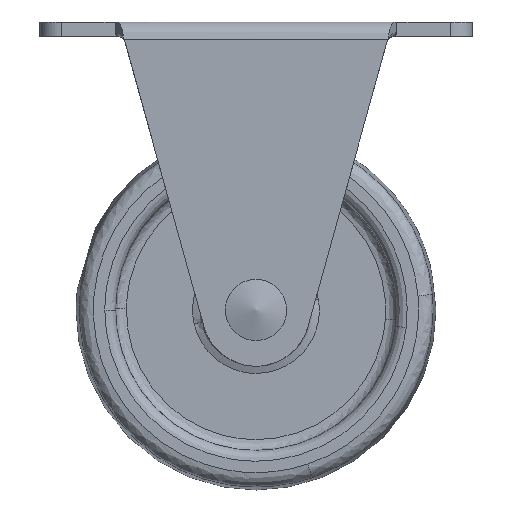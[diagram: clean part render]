
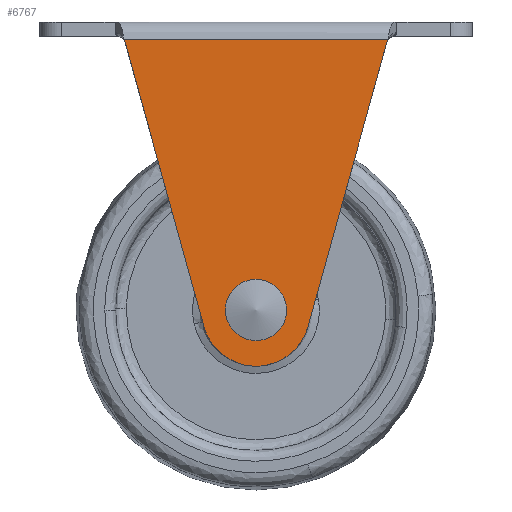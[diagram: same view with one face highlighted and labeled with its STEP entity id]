
A CAD part, front view. The second image highlights one B-rep face of the part: STEP entity #6767.
In plain terms, the highlighted free-form (B-spline) face has degree [1, 1] with [2, 2] control points.
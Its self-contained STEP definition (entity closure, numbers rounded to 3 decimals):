
#3568=CARTESIAN_POINT('',(-2.977,-14.5,-40.372));
#3569=VERTEX_POINT('',#3568);
#3575=CARTESIAN_POINT('',(0.0,-14.5,-43.0));
#3576=VERTEX_POINT('',#3575);
#3577=CARTESIAN_POINT('',(-2.977,-14.5,-40.372));
#3578=CARTESIAN_POINT('',(-2.648,-14.5,-43.));
#3579=CARTESIAN_POINT('',(0.0,-14.5,-43.0));
#3587=(BOUNDED_CURVE()B_SPLINE_CURVE(2,(#3577,#3578,#3579),.UNSPECIFIED.,.F.,.U.)B_SPLINE_CURVE_WITH_KNOTS((3,3),(0.271,0.5),.UNSPECIFIED.)CURVE()GEOMETRIC_REPRESENTATION_ITEM()RATIONAL_B_SPLINE_CURVE((0.954,0.732,1.0))REPRESENTATION_ITEM(''));
#3588=EDGE_CURVE('',#3569,#3576,#3587,.T.);
#3590=CARTESIAN_POINT('',(3.,-14.5,-39.974));
#3591=VERTEX_POINT('',#3590);
#3592=CARTESIAN_POINT('',(0.0,-14.5,-43.0));
#3593=CARTESIAN_POINT('',(3.0,-14.5,-43.));
#3594=CARTESIAN_POINT('',(3.0,-14.5,-40.0));
#3595=CARTESIAN_POINT('',(3.0,-14.5,-39.987));
#3596=CARTESIAN_POINT('',(3.,-14.5,-39.974));
#3604=(BOUNDED_CURVE()B_SPLINE_CURVE(2,(#3592,#3593,#3594,#3595,#3596),.UNSPECIFIED.,.F.,.U.)B_SPLINE_CURVE_WITH_KNOTS((3,2,3),(0.5,0.75,0.752),.UNSPECIFIED.)CURVE()GEOMETRIC_REPRESENTATION_ITEM()RATIONAL_B_SPLINE_CURVE((1.0,0.707,1.0,0.998,0.996))REPRESENTATION_ITEM(''));
#3605=EDGE_CURVE('',#3576,#3591,#3604,.T.);
#3685=CARTESIAN_POINT('',(0.0,-14.5,-37.0));
#3686=VERTEX_POINT('',#3685);
#3687=CARTESIAN_POINT('',(3.,-14.5,-39.974));
#3688=CARTESIAN_POINT('',(2.974,-14.5,-37.));
#3689=CARTESIAN_POINT('',(0.0,-14.5,-37.0));
#3697=(BOUNDED_CURVE()B_SPLINE_CURVE(2,(#3687,#3688,#3689),.UNSPECIFIED.,.F.,.U.)B_SPLINE_CURVE_WITH_KNOTS((3,3),(0.752,1.0),.UNSPECIFIED.)CURVE()GEOMETRIC_REPRESENTATION_ITEM()RATIONAL_B_SPLINE_CURVE((0.996,0.709,1.0))REPRESENTATION_ITEM(''));
#3698=EDGE_CURVE('',#3591,#3686,#3697,.T.);
#3700=CARTESIAN_POINT('',(0.0,-14.5,-37.0));
#3701=CARTESIAN_POINT('',(-3.0,-14.5,-37.0));
#3702=CARTESIAN_POINT('',(-3.0,-14.5,-40.0));
#3703=CARTESIAN_POINT('',(-3.0,-14.5,-40.187));
#3704=CARTESIAN_POINT('',(-2.977,-14.5,-40.372));
#3712=(BOUNDED_CURVE()B_SPLINE_CURVE(2,(#3700,#3701,#3702,#3703,#3704),.UNSPECIFIED.,.F.,.U.)B_SPLINE_CURVE_WITH_KNOTS((3,2,3),(0.0,0.25,0.271),.UNSPECIFIED.)CURVE()GEOMETRIC_REPRESENTATION_ITEM()RATIONAL_B_SPLINE_CURVE((1.0,0.707,1.0,0.975,0.954))REPRESENTATION_ITEM(''));
#3713=EDGE_CURVE('',#3686,#3569,#3712,.T.);
#5785=CARTESIAN_POINT('',(18.3,-14.5,-2.5));
#5786=VERTEX_POINT('',#5785);
#5794=CARTESIAN_POINT('',(18.203,-14.5,-2.733));
#5795=VERTEX_POINT('',#5794);
#5796=CARTESIAN_POINT('',(18.203,-14.5,-2.733));
#5797=CARTESIAN_POINT('',(18.237,-14.5,-2.61));
#5798=CARTESIAN_POINT('',(18.3,-14.5,-2.5));
#5806=(BOUNDED_CURVE()B_SPLINE_CURVE(2,(#5796,#5797,#5798),.UNSPECIFIED.,.F.,.U.)CURVE()GEOMETRIC_REPRESENTATION_ITEM()QUASI_UNIFORM_CURVE()RATIONAL_B_SPLINE_CURVE((1.0,0.992,1.0))REPRESENTATION_ITEM(''));
#5807=EDGE_CURVE('',#5795,#5786,#5806,.T.);
#5960=CARTESIAN_POINT('',(-18.203,-14.5,-2.733));
#5961=VERTEX_POINT('',#5960);
#5967=CARTESIAN_POINT('',(-18.3,-14.5,-2.5));
#5968=VERTEX_POINT('',#5967);
#5969=CARTESIAN_POINT('',(-18.3,-14.5,-2.5));
#5970=CARTESIAN_POINT('',(-18.237,-14.5,-2.61));
#5971=CARTESIAN_POINT('',(-18.203,-14.5,-2.733));
#5979=(BOUNDED_CURVE()B_SPLINE_CURVE(2,(#5969,#5970,#5971),.UNSPECIFIED.,.F.,.U.)CURVE()GEOMETRIC_REPRESENTATION_ITEM()QUASI_UNIFORM_CURVE()RATIONAL_B_SPLINE_CURVE((1.0,0.992,1.0))REPRESENTATION_ITEM(''));
#5980=EDGE_CURVE('',#5968,#5961,#5979,.T.);
#6084=CARTESIAN_POINT('',(18.3,-14.5,-2.5));
#6085=CARTESIAN_POINT('',(-18.3,-14.5,-2.5));
#6086=QUASI_UNIFORM_CURVE('',1,(#6084,#6085),.UNSPECIFIED.,.F.,.U.);
#6087=EDGE_CURVE('',#5786,#5968,#6086,.T.);
#6232=CARTESIAN_POINT('',(7.227,-14.5,-42.304));
#6233=VERTEX_POINT('',#6232);
#6234=CARTESIAN_POINT('',(18.203,-14.5,-2.733));
#6235=CARTESIAN_POINT('',(7.227,-14.5,-42.304));
#6236=QUASI_UNIFORM_CURVE('',1,(#6234,#6235),.UNSPECIFIED.,.F.,.U.);
#6237=EDGE_CURVE('',#5795,#6233,#6236,.T.);
#6259=CARTESIAN_POINT('',(-7.227,-14.5,-42.304));
#6260=VERTEX_POINT('',#6259);
#6261=CARTESIAN_POINT('',(-7.227,-14.5,-42.304));
#6262=CARTESIAN_POINT('',(-18.203,-14.5,-2.733));
#6263=QUASI_UNIFORM_CURVE('',1,(#6261,#6262),.UNSPECIFIED.,.F.,.U.);
#6264=EDGE_CURVE('',#6260,#5961,#6263,.T.);
#6301=CARTESIAN_POINT('',(7.227,-14.5,-42.304));
#6302=CARTESIAN_POINT('',(5.703,-14.5,-47.8));
#6303=CARTESIAN_POINT('',(0.,-14.5,-47.8));
#6304=CARTESIAN_POINT('',(-5.703,-14.5,-47.8));
#6305=CARTESIAN_POINT('',(-7.227,-14.5,-42.304));
#6313=(BOUNDED_CURVE()B_SPLINE_CURVE(2,(#6301,#6302,#6303,#6304,#6305),.UNSPECIFIED.,.F.,.U.)B_SPLINE_CURVE_WITH_KNOTS((3,2,3),(0.0,0.5,1.0),.UNSPECIFIED.)CURVE()GEOMETRIC_REPRESENTATION_ITEM()RATIONAL_B_SPLINE_CURVE((1.0,0.796,1.0,0.796,1.0))REPRESENTATION_ITEM(''));
#6314=EDGE_CURVE('',#6233,#6260,#6313,.T.);
#6748=CARTESIAN_POINT('',(-20.128,-14.5,-0.237));
#6749=CARTESIAN_POINT('',(-20.128,-14.5,-50.063));
#6750=CARTESIAN_POINT('',(20.128,-14.5,-0.237));
#6751=CARTESIAN_POINT('',(20.128,-14.5,-50.063));
#6752=B_SPLINE_SURFACE_WITH_KNOTS('',1,1,((#6748,#6750),(#6749,#6751)),.UNSPECIFIED.,.F.,.F.,.U.,(2,2),(2,2),(0.0,49.825),(0.0,40.257),.UNSPECIFIED.);
#6753=ORIENTED_EDGE('',*,*,#6237,.F.);
#6754=ORIENTED_EDGE('',*,*,#5807,.T.);
#6755=ORIENTED_EDGE('',*,*,#6087,.T.);
#6756=ORIENTED_EDGE('',*,*,#5980,.T.);
#6757=ORIENTED_EDGE('',*,*,#6264,.F.);
#6758=ORIENTED_EDGE('',*,*,#6314,.F.);
#6759=EDGE_LOOP('',(#6753,#6754,#6755,#6756,#6757,#6758));
#6760=FACE_OUTER_BOUND('',#6759,.T.);
#6761=ORIENTED_EDGE('',*,*,#3605,.F.);
#6762=ORIENTED_EDGE('',*,*,#3588,.F.);
#6763=ORIENTED_EDGE('',*,*,#3713,.F.);
#6764=ORIENTED_EDGE('',*,*,#3698,.F.);
#6765=EDGE_LOOP('',(#6761,#6762,#6763,#6764));
#6766=FACE_BOUND('',#6765,.T.);
#6767=ADVANCED_FACE('',(#6760,#6766),#6752,.T.);
